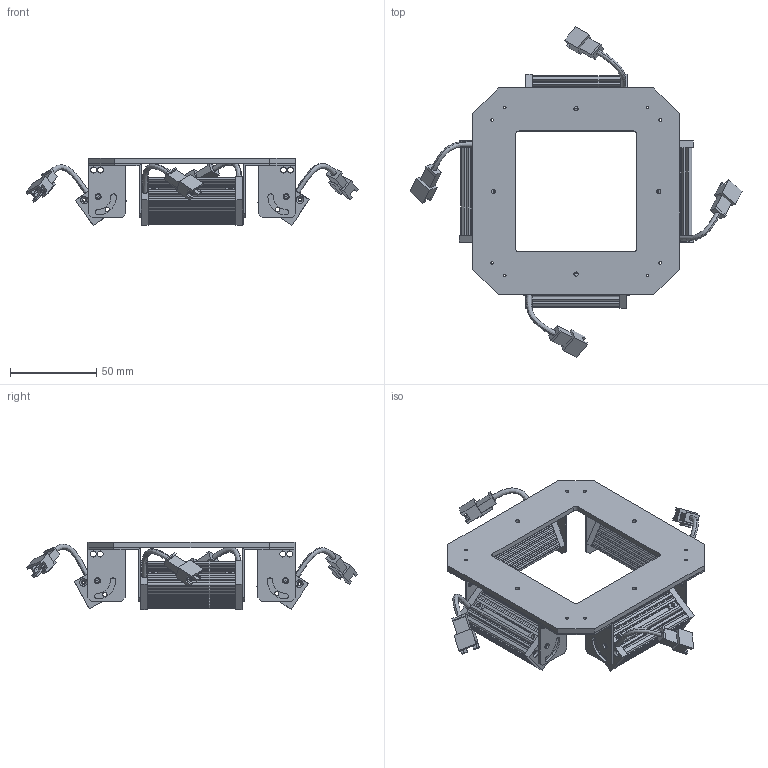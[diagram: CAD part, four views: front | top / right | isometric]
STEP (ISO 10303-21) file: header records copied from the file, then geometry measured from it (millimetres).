
FILE_DESCRIPTION (( 'STEP AP214' ), '1' );
FILE_NAME ('LBQ25-00-050-3-X-24V ASSEMBLY.STEP', '2020-11-12T09:17:33', ( '' ), ( '' ), 'SwSTEP 2.0', 'SolidWorks 2019', '' );
FILE_SCHEMA (( 'AUTOMOTIVE_DESIGN' ));
Length unit declared in the file: millimetre
Products named in the file (23): LBS4-00-025-3-24V-PCBA; LBS4-00-190-3-24V-STOPPER; 24V CONNECTER; LBS4-00-050-3-X-24V-EXTRUSION; LBS4-00-190-3-24V-STOPPER CABLE HOLE; LBS25-00-050-3-X-24V ASSEMBLY; M3-NUT; LBQ25-00-050-3-X-24V BASE PLATE; LBQ25-00-050-3-X-24V ASSEMBLY; LBS4-00-025-3-24V-PCB; CABLE 3MMX50CM; 3528 LED LENS; LBQ25-00-050-3-X-24V BRACKET
Assembly tree (197 placements, depth 4):
  LBQ25-00-050-3-X-24V ASSEMBLY
    LBQ25-00-050-3-X-24V BASE PLATE
    LBQ25-00-050-3-X-24V BRACKET  x4
    LBS25-00-050-3-X-24V ASSEMBLY
      24V CONNECTER
      CABLE 3MMX50CM
      LBS4-00-190-3-24V-STOPPER CABLE HOLE
      LBS4-00-190-3-24V-STOPPER
      M3-NUT  x2
      LBS4-00-050-3-X-24V-EXTRUSION
      LBS4-00-025-3-24V-PCBA
        LBS4-00-025-3-24V-PCB
        3528 LED LENS  x18
      LBS4-00-025-3-24V-PCBA
        LBS4-00-025-3-24V-PCB
        3528 LED LENS  x18
    LBS25-00-050-3-X-24V ASSEMBLY
      24V CONNECTER
      CABLE 3MMX50CM
      LBS4-00-190-3-24V-STOPPER CABLE HOLE
      LBS4-00-190-3-24V-STOPPER
      M3-NUT  x2
      LBS4-00-050-3-X-24V-EXTRUSION
      LBS4-00-025-3-24V-PCBA
        LBS4-00-025-3-24V-PCB
        3528 LED LENS  x18
      LBS4-00-025-3-24V-PCBA
        LBS4-00-025-3-24V-PCB
        3528 LED LENS  x18
    LBS25-00-050-3-X-24V ASSEMBLY
      24V CONNECTER
      CABLE 3MMX50CM
      LBS4-00-190-3-24V-STOPPER CABLE HOLE
      LBS4-00-190-3-24V-STOPPER
      M3-NUT  x2
      LBS4-00-050-3-X-24V-EXTRUSION
      LBS4-00-025-3-24V-PCBA
        LBS4-00-025-3-24V-PCB
        3528 LED LENS  x18
      LBS4-00-025-3-24V-PCBA
        LBS4-00-025-3-24V-PCB
        3528 LED LENS  x18
    LBS25-00-050-3-X-24V ASSEMBLY
      24V CONNECTER
      CABLE 3MMX50CM
      LBS4-00-190-3-24V-STOPPER CABLE HOLE
      LBS4-00-190-3-24V-STOPPER
      M3-NUT  x2
      LBS4-00-050-3-X-24V-EXTRUSION
      LBS4-00-025-3-24V-PCBA
        LBS4-00-025-3-24V-PCB
        3528 LED LENS  x18
      LBS4-00-025-3-24V-PCBA
        LBS4-00-025-3-24V-PCB
        3528 LED LENS  x18
Bounding box: 192.76 x 192.12 x 38.96 mm (x, y, z)
Volume: 91802.6 mm3; surface area: 109424.8 mm2
Topology: 185 solids, 185 shells, 6230 faces, 16656 edges, 10932 vertices
Faces by surface type: plane 5294, cylinder 600, sphere 288, cone 40, bspline 8
Entity records: 17171 total; most frequent: CARTESIAN_POINT 2949, DIRECTION 2757, ORIENTED_EDGE 2472, EDGE_CURVE 1236, LINE 1009, VECTOR 1009, AXIS2_PLACEMENT_3D 874, VERTEX_POINT 818
